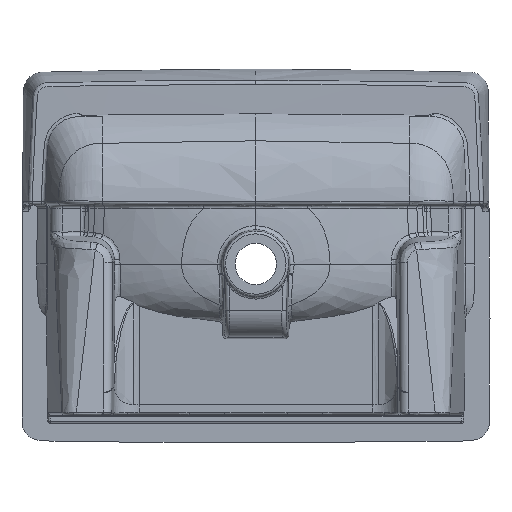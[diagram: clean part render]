
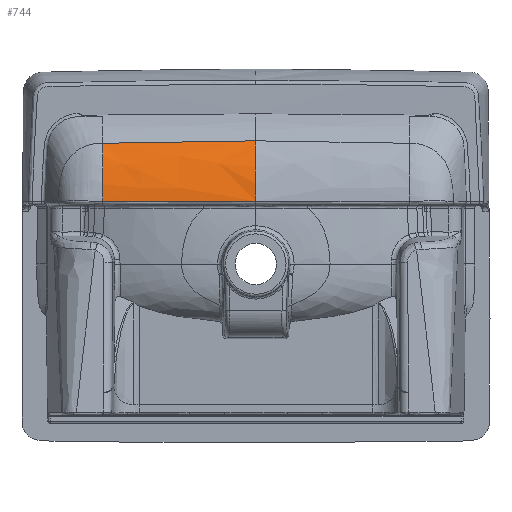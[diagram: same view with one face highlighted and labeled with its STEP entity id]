
A CAD part, front view. The second image highlights one B-rep face of the part: STEP entity #744.
In plain terms, the highlighted free-form (B-spline) face has degree [3, 3] with [7, 8] control points.
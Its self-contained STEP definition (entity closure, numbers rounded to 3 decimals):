
#286=(
BOUNDED_CURVE()
B_SPLINE_CURVE(3,(#23724,#23725,#23726,#23727),.UNSPECIFIED.,.F.,.F.)
B_SPLINE_CURVE_WITH_KNOTS((4,4),(0.,1.),.UNSPECIFIED.)
CURVE()
GEOMETRIC_REPRESENTATION_ITEM()
RATIONAL_B_SPLINE_CURVE((1.,1.,1.,1.))
REPRESENTATION_ITEM('')
);
#744=ADVANCED_FACE('',(#1116),#997,.F.);
#997=B_SPLINE_SURFACE_WITH_KNOTS('',3,3,((#23733,#23734,#23735,#23736,#23737,
#23738,#23739,#23740),(#23741,#23742,#23743,#23744,#23745,#23746,#23747,
#23748),(#23749,#23750,#23751,#23752,#23753,#23754,#23755,#23756),(#23757,
#23758,#23759,#23760,#23761,#23762,#23763,#23764),(#23765,#23766,#23767,
#23768,#23769,#23770,#23771,#23772),(#23773,#23774,#23775,#23776,#23777,
#23778,#23779,#23780),(#23781,#23782,#23783,#23784,#23785,#23786,#23787,
#23788)),.UNSPECIFIED.,.F.,.F.,.F.,(4,1,1,1,4),(4,1,1,1,1,4),(0.,0.25,0.5,
0.75,1.),(0.,0.125,0.25,0.375,0.5,1.),.UNSPECIFIED.);
#1116=FACE_OUTER_BOUND('',#1434,.T.);
#1434=EDGE_LOOP('',(#2065,#2066,#2067,#2068));
#2065=ORIENTED_EDGE('',*,*,#3949,.F.);
#2066=ORIENTED_EDGE('',*,*,#3950,.F.);
#2067=ORIENTED_EDGE('',*,*,#3947,.T.);
#2068=ORIENTED_EDGE('',*,*,#3951,.F.);
#3403=VERTEX_POINT('',#23632);
#3404=VERTEX_POINT('',#23640);
#3405=VERTEX_POINT('',#23722);
#3406=VERTEX_POINT('',#23723);
#3947=EDGE_CURVE('',#3404,#3403,#4644,.T.);
#3949=EDGE_CURVE('',#3405,#3406,#4645,.T.);
#3950=EDGE_CURVE('',#3404,#3405,#286,.T.);
#3951=EDGE_CURVE('',#3406,#3403,#4646,.T.);
#4644=B_SPLINE_CURVE_WITH_KNOTS('',3,(#23633,#23634,#23635,#23636,#23637,
#23638,#23639),.UNSPECIFIED.,.F.,.F.,(4,1,1,1,4),(0.,0.208,
0.472,0.736,1.),.UNSPECIFIED.);
#4645=B_SPLINE_CURVE_WITH_KNOTS('',3,(#23701,#23702,#23703,#23704,#23705,
#23706,#23707,#23708,#23709,#23710,#23711,#23712,#23713,#23714,#23715,#23716,
#23717,#23718,#23719,#23720,#23721),.UNSPECIFIED.,.F.,.F.,(4,1,1,1,1,1,
1,1,1,1,1,1,1,1,1,1,1,1,4),(0.,0.25,0.5,0.75,0.875,0.938,0.953,0.959,
0.96,0.961,0.961,0.963,0.969,0.977,0.979,
0.98,0.981,0.984,1.),.UNSPECIFIED.);
#4646=B_SPLINE_CURVE_WITH_KNOTS('',3,(#23728,#23729,#23730,#23731,#23732),
 .UNSPECIFIED.,.F.,.F.,(4,1,4),(0.,0.5,1.),.UNSPECIFIED.);
#23632=CARTESIAN_POINT('',(0.,-105.,345.122));
#23633=CARTESIAN_POINT('',(0.,-132.773,274.307));
#23634=CARTESIAN_POINT('',(0.,-132.362,279.646));
#23635=CARTESIAN_POINT('',(0.,-130.681,291.699));
#23636=CARTESIAN_POINT('',(0.,-125.453,309.963));
#23637=CARTESIAN_POINT('',(0.,-116.829,328.495));
#23638=CARTESIAN_POINT('',(0.,-109.222,339.801));
#23639=CARTESIAN_POINT('',(0.,-105.,345.122));
#23640=CARTESIAN_POINT('',(0.,-132.773,274.307));
#23701=CARTESIAN_POINT('',(-180.,-132.416,270.));
#23702=CARTESIAN_POINT('',(-180.,-132.189,276.555));
#23703=CARTESIAN_POINT('',(-180.,-130.659,289.629));
#23704=CARTESIAN_POINT('',(-180.,-125.192,308.601));
#23705=CARTESIAN_POINT('',(-180.,-118.117,323.455));
#23706=CARTESIAN_POINT('',(-180.,-111.941,333.142));
#23707=CARTESIAN_POINT('',(-180.,-108.805,337.452));
#23708=CARTESIAN_POINT('',(-180.,-107.463,339.2));
#23709=CARTESIAN_POINT('',(-180.,-107.093,339.675));
#23710=CARTESIAN_POINT('',(-180.,-106.967,339.837));
#23711=CARTESIAN_POINT('',(-180.,-106.928,339.887));
#23712=CARTESIAN_POINT('',(-180.,-106.888,339.938));
#23713=CARTESIAN_POINT('',(-180.,-106.762,340.099));
#23714=CARTESIAN_POINT('',(-180.,-106.516,340.411));
#23715=CARTESIAN_POINT('',(-180.,-106.244,340.751));
#23716=CARTESIAN_POINT('',(-180.,-106.052,340.991));
#23717=CARTESIAN_POINT('',(-180.,-105.972,341.091));
#23718=CARTESIAN_POINT('',(-180.,-105.891,341.191));
#23719=CARTESIAN_POINT('',(-180.,-105.569,341.589));
#23720=CARTESIAN_POINT('',(-180.,-105.261,341.966));
#23721=CARTESIAN_POINT('',(-180.,-105.,342.282));
#23722=CARTESIAN_POINT('',(-180.,-132.191,274.281));
#23723=CARTESIAN_POINT('',(-180.,-105.,342.282));
#23724=CARTESIAN_POINT('',(0.,-132.773,274.307));
#23725=CARTESIAN_POINT('',(-59.994,-132.773,274.307));
#23726=CARTESIAN_POINT('',(-119.995,-132.675,274.217));
#23727=CARTESIAN_POINT('',(-180.,-132.191,274.281));
#23728=CARTESIAN_POINT('',(-180.,-105.,342.282));
#23729=CARTESIAN_POINT('',(-150.01,-105.,343.229));
#23730=CARTESIAN_POINT('',(-90.015,-105.,344.649));
#23731=CARTESIAN_POINT('',(-30.005,-105.,345.122));
#23732=CARTESIAN_POINT('',(0.,-105.,345.122));
#23733=CARTESIAN_POINT('',(-180.,-132.416,270.));
#23734=CARTESIAN_POINT('',(-172.5,-132.467,270.));
#23735=CARTESIAN_POINT('',(-157.5,-132.564,270.));
#23736=CARTESIAN_POINT('',(-135.,-132.689,270.));
#23737=CARTESIAN_POINT('',(-112.501,-132.795,270.));
#23738=CARTESIAN_POINT('',(-67.501,-132.969,270.));
#23739=CARTESIAN_POINT('',(-30.,-133.033,270.));
#23740=CARTESIAN_POINT('',(0.,-133.033,270.));
#23741=CARTESIAN_POINT('',(-180.,-132.189,276.555));
#23742=CARTESIAN_POINT('',(-172.5,-132.253,276.575));
#23743=CARTESIAN_POINT('',(-157.501,-132.367,276.613));
#23744=CARTESIAN_POINT('',(-135.002,-132.498,276.661));
#23745=CARTESIAN_POINT('',(-112.502,-132.593,276.701));
#23746=CARTESIAN_POINT('',(-67.502,-132.726,276.765));
#23747=CARTESIAN_POINT('',(-30.001,-132.737,276.787));
#23748=CARTESIAN_POINT('',(0.,-132.737,276.786));
#23749=CARTESIAN_POINT('',(-180.,-130.659,289.629));
#23750=CARTESIAN_POINT('',(-172.501,-130.738,289.695));
#23751=CARTESIAN_POINT('',(-157.503,-130.873,289.817));
#23752=CARTESIAN_POINT('',(-135.004,-131.004,289.966));
#23753=CARTESIAN_POINT('',(-112.505,-131.08,290.085));
#23754=CARTESIAN_POINT('',(-67.504,-131.146,290.267));
#23755=CARTESIAN_POINT('',(-30.001,-131.077,290.315));
#23756=CARTESIAN_POINT('',(0.,-131.078,290.312));
#23757=CARTESIAN_POINT('',(-180.,-125.192,308.601));
#23758=CARTESIAN_POINT('',(-172.502,-125.285,308.737));
#23759=CARTESIAN_POINT('',(-157.506,-125.437,308.988));
#23760=CARTESIAN_POINT('',(-135.008,-125.563,309.29));
#23761=CARTESIAN_POINT('',(-112.509,-125.614,309.528));
#23762=CARTESIAN_POINT('',(-67.508,-125.604,309.886));
#23763=CARTESIAN_POINT('',(-30.003,-125.451,309.969));
#23764=CARTESIAN_POINT('',(0.,-125.453,309.963));
#23765=CARTESIAN_POINT('',(-180.,-116.702,326.426));
#23766=CARTESIAN_POINT('',(-172.505,-116.838,326.679));
#23767=CARTESIAN_POINT('',(-157.513,-117.049,327.125));
#23768=CARTESIAN_POINT('',(-135.018,-117.204,327.63));
#23769=CARTESIAN_POINT('',(-112.52,-117.236,327.995));
#23770=CARTESIAN_POINT('',(-67.516,-117.128,328.487));
#23771=CARTESIAN_POINT('',(-30.004,-116.826,328.501));
#23772=CARTESIAN_POINT('',(0.,-116.829,328.495));
#23773=CARTESIAN_POINT('',(-180.,-109.178,337.226));
#23774=CARTESIAN_POINT('',(-172.502,-109.181,337.441));
#23775=CARTESIAN_POINT('',(-157.507,-109.188,337.845));
#23776=CARTESIAN_POINT('',(-135.009,-109.196,338.369));
#23777=CARTESIAN_POINT('',(-112.511,-109.203,338.813));
#23778=CARTESIAN_POINT('',(-67.51,-109.215,339.537));
#23779=CARTESIAN_POINT('',(-30.005,-109.22,339.803));
#23780=CARTESIAN_POINT('',(0.,-109.222,339.801));
#23781=CARTESIAN_POINT('',(-180.,-105.,342.282));
#23782=CARTESIAN_POINT('',(-172.502,-105.,342.519));
#23783=CARTESIAN_POINT('',(-157.507,-105.,342.963));
#23784=CARTESIAN_POINT('',(-135.01,-105.,343.54));
#23785=CARTESIAN_POINT('',(-112.511,-105.,344.028));
#23786=CARTESIAN_POINT('',(-67.511,-105.,344.826));
#23787=CARTESIAN_POINT('',(-30.005,-105.,345.122));
#23788=CARTESIAN_POINT('',(0.,-105.,345.122));
